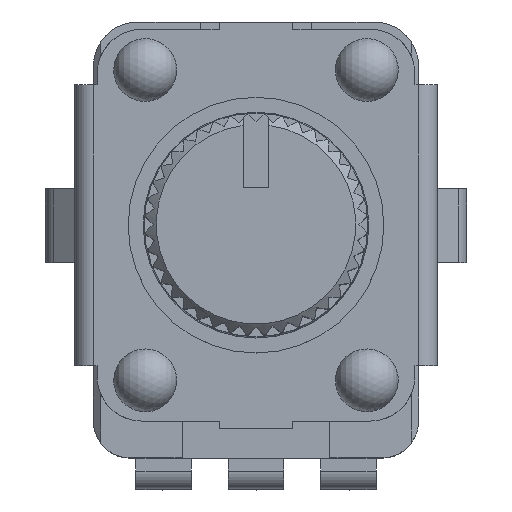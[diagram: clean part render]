
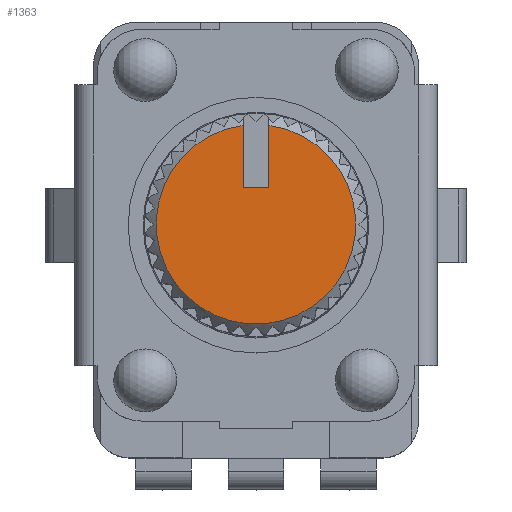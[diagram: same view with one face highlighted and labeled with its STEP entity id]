
A CAD part, top view. The second image highlights one B-rep face of the part: STEP entity #1363.
In plain terms, the highlighted planar face has unit normal (0, 0, 1).
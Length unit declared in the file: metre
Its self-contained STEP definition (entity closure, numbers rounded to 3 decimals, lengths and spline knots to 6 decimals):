
#1363 = ADVANCED_FACE( '', ( #3917 ), #3918, .F. );
#2117 = EDGE_CURVE( '', #5147, #4512, #5148, .T. );
#2217 = EDGE_CURVE( '', #5147, #5287, #5288, .T. );
#2927 = EDGE_CURVE( '', #5287, #6227, #6228, .T. );
#3601 = EDGE_CURVE( '', #6227, #4512, #7022, .T. );
#3917 = FACE_OUTER_BOUND( '', #7425, .T. );
#3918 = PLANE( '', #7426 );
#4512 = VERTEX_POINT( '', #8325 );
#5147 = VERTEX_POINT( '', #9277 );
#5148 = LINE( '', #9278, #9279 );
#5287 = VERTEX_POINT( '', #9502 );
#5288 = CIRCLE( '', #9503, 0.0027 );
#6227 = VERTEX_POINT( '', #10979 );
#6228 = LINE( '', #10980, #10981 );
#7022 = LINE( '', #12347, #12348 );
#7425 = EDGE_LOOP( '', ( #12688, #12689, #12690, #12691 ) );
#7426 = AXIS2_PLACEMENT_3D( '', #12692, #12693, #12694 );
#8325 = CARTESIAN_POINT( '', ( 0.00035, 0.001, 0.0197 ) );
#9277 = CARTESIAN_POINT( '', ( 0.00035, 0.002677, 0.0197 ) );
#9278 = CARTESIAN_POINT( '', ( 0.00035, 0.003556, 0.0197 ) );
#9279 = VECTOR( '', #14327, 1. );
#9502 = CARTESIAN_POINT( '', ( -0.00035, 0.002677, 0.0197 ) );
#9503 = AXIS2_PLACEMENT_3D( '', #14478, #14479, #14480 );
#10979 = CARTESIAN_POINT( '', ( -0.00035, 0.001, 0.0197 ) );
#10980 = CARTESIAN_POINT( '', ( -0.00035, 0., 0.0197 ) );
#10981 = VECTOR( '', #15631, 1. );
#12347 = CARTESIAN_POINT( '', ( 0., 0.001, 0.0197 ) );
#12348 = VECTOR( '', #16695, 1. );
#12688 = ORIENTED_EDGE( '', *, *, #2117, .T. );
#12689 = ORIENTED_EDGE( '', *, *, #3601, .F. );
#12690 = ORIENTED_EDGE( '', *, *, #2927, .F. );
#12691 = ORIENTED_EDGE( '', *, *, #2217, .F. );
#12692 = CARTESIAN_POINT( '', ( 0., 0., 0.0197 ) );
#12693 = DIRECTION( '', ( 0., 0., -1. ) );
#12694 = DIRECTION( '', ( 0., -1., 0. ) );
#14327 = DIRECTION( '', ( 0., -1., 0. ) );
#14478 = CARTESIAN_POINT( '', ( 0., 0., 0.0197 ) );
#14479 = DIRECTION( '', ( 0., 0., -1. ) );
#14480 = DIRECTION( '', ( -1., 0., 0. ) );
#15631 = DIRECTION( '', ( 0., -1., 0. ) );
#16695 = DIRECTION( '', ( 1., 0., 0. ) );
